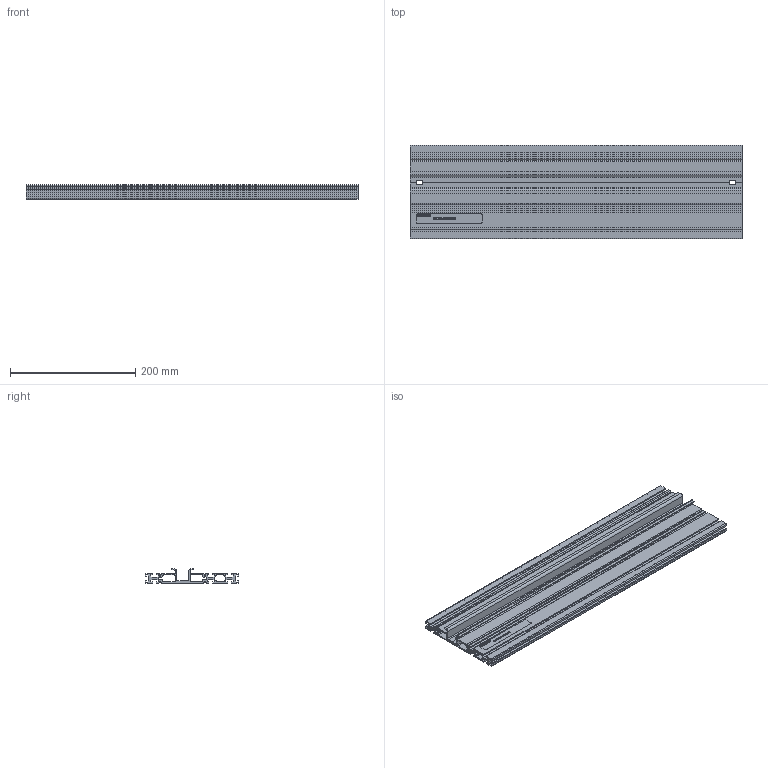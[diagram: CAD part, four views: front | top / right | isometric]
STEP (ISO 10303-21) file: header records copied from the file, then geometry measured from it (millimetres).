
FILE_DESCRIPTION(/* description */ (''),/* implementation_level */ '2;1');
FILE_NAME(/* name */ '6ES7193-6MR00-0BA0_3d.stp',/* time_stamp */ '2024-07-09T10:20:14+02:00',/* author */ (''),/* organization */ (''),/* preprocessor_version */ 'ST-DEVELOPER v18.102',/* originating_system */ 'SIEMENS PLM Software NX 2023',/* authorisation */ '');
FILE_SCHEMA (('AUTOMOTIVE_DESIGN { 1 0 10303 214 3 1 1 1 }'));
Length unit declared in the file: millimetre
Products named in the file (3): A5E52733964A_RS-AA_001_2-Labeling; A5E52733960A_RS-AA_001_2-Rack; A5E52733950A_RS-AA_002_5-CAx_6ES71936MR000BA0
Assembly tree (2 placements, depth 2):
  A5E52733950A_RS-AA_002_5-CAx_6ES71936MR000BA0
    A5E52733960A_RS-AA_001_2-Rack
    A5E52733964A_RS-AA_001_2-Labeling
Bounding box: 530 x 150 x 22.5 mm (x, y, z)
Volume: 525594.1 mm3; surface area: 408187.3 mm2
Topology: 19 solids, 19 shells, 454 faces, 1230 edges, 820 vertices
Faces by surface type: plane 332, extrusion 62, cylinder 60
Entity records: 17986 total; most frequent: CARTESIAN_POINT 4688, ORIENTED_EDGE 2460, DIRECTION 1946, EDGE_CURVE 1230, VECTOR 892, LINE 830, VERTEX_POINT 820, AXIS2_PLACEMENT_3D 527
